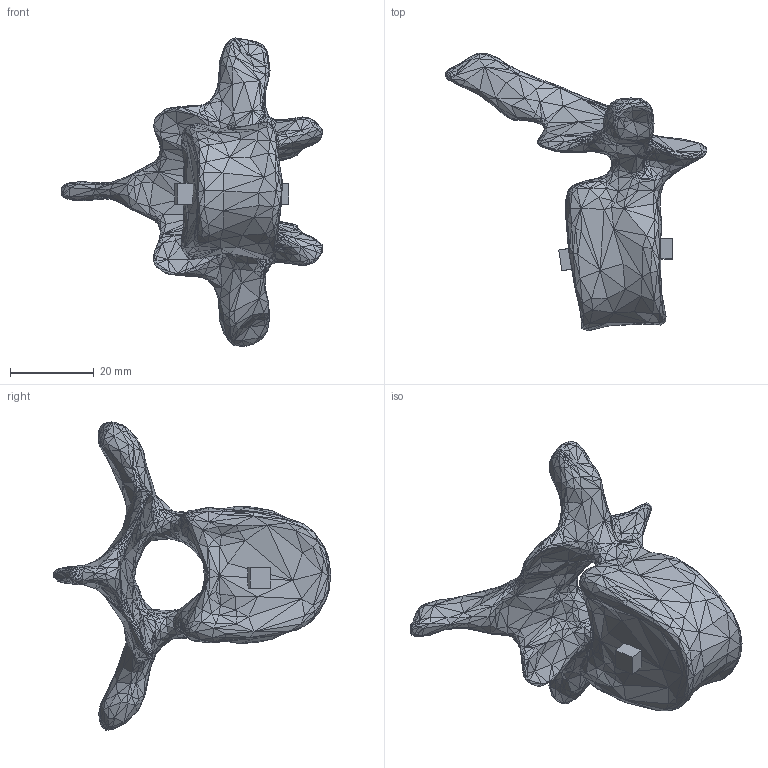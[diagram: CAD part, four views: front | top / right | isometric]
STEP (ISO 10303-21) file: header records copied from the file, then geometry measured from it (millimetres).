
FILE_DESCRIPTION(/* description */ (''),/* implementation_level */ '2;1');
FILE_NAME(/* name */ 'T7_.step',/* time_stamp */ '2022-06-24T14:52:43-04:00',/* author */ (''),/* organization */ (''),/* preprocessor_version */ 'ST-DEVELOPER v19',/* originating_system */ 'Autodesk Translation Framework v11.7.0.108',/* authorisation */ '');
FILE_SCHEMA (('AUTOMOTIVE_DESIGN { 1 0 10303 214 3 1 1 }'));
Length unit declared in the file: millimetre
Products named in the file (1): T7
Bounding box: 62.5 x 66.31 x 73.55 mm (x, y, z)
Volume: 28102.1 mm3; surface area: 9198.7 mm2
Topology: 1 solids, 1 shells, 2588 faces, 3903 edges, 1315 vertices
Faces by surface type: plane 2588
Entity records: 50696 total; most frequent: DIRECTION 9081, CARTESIAN_POINT 7807, ORIENTED_EDGE 7806, LINE 3903, VECTOR 3903, EDGE_CURVE 3903, AXIS2_PLACEMENT_3D 2589, FACE_OUTER_BOUND 2588
